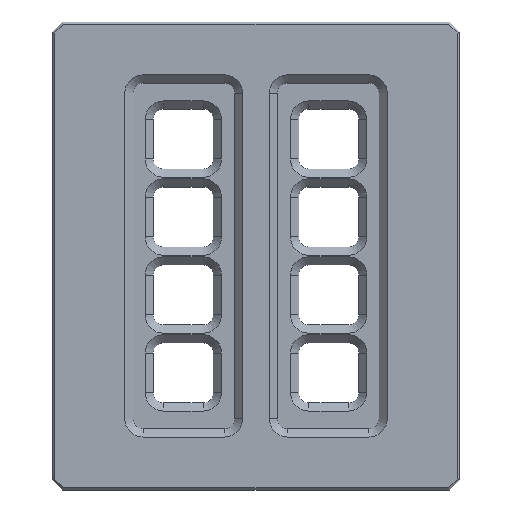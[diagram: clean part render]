
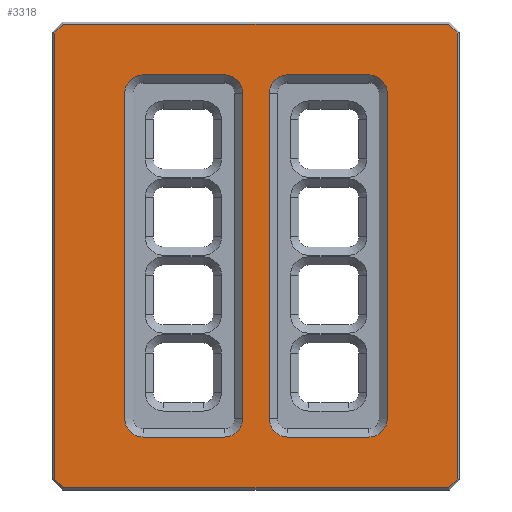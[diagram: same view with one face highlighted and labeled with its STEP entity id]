
A CAD part, top view. The second image highlights one B-rep face of the part: STEP entity #3318.
In plain terms, the highlighted planar face has unit normal (0, 0, 1).
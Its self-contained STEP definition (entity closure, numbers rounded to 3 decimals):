
#182=FACE_BOUND('',#709,.T.);
#183=FACE_BOUND('',#710,.T.);
#328=CIRCLE('',#3634,9.);
#329=CIRCLE('',#3635,9.);
#330=CIRCLE('',#3636,9.);
#331=CIRCLE('',#3637,9.);
#332=CIRCLE('',#3638,9.);
#333=CIRCLE('',#3639,9.);
#334=CIRCLE('',#3640,9.);
#335=CIRCLE('',#3641,9.);
#504=FACE_OUTER_BOUND('',#708,.T.);
#708=EDGE_LOOP('',(#2798,#2799,#2800,#2801,#2802,#2803,#2804,#2805));
#709=EDGE_LOOP('',(#2806,#2807,#2808,#2809,#2810,#2811,#2812,#2813));
#710=EDGE_LOOP('',(#2814,#2815,#2816,#2817,#2818,#2819,#2820,#2821));
#1019=LINE('',#5408,#1355);
#1023=LINE('',#5415,#1359);
#1026=LINE('',#5421,#1362);
#1029=LINE('',#5427,#1365);
#1032=LINE('',#5432,#1368);
#1034=LINE('',#5436,#1370);
#1036=LINE('',#5440,#1372);
#1038=LINE('',#5443,#1374);
#1040=LINE('',#5449,#1376);
#1041=LINE('',#5453,#1377);
#1042=LINE('',#5457,#1378);
#1043=LINE('',#5461,#1379);
#1044=LINE('',#5465,#1380);
#1045=LINE('',#5469,#1381);
#1046=LINE('',#5473,#1382);
#1047=LINE('',#5477,#1383);
#1355=VECTOR('',#4408,10.);
#1359=VECTOR('',#4414,10.);
#1362=VECTOR('',#4419,10.);
#1365=VECTOR('',#4424,10.);
#1368=VECTOR('',#4429,10.);
#1370=VECTOR('',#4433,10.);
#1372=VECTOR('',#4437,10.);
#1374=VECTOR('',#4441,10.);
#1376=VECTOR('',#4447,10.);
#1377=VECTOR('',#4450,10.);
#1378=VECTOR('',#4453,10.);
#1379=VECTOR('',#4456,10.);
#1380=VECTOR('',#4459,10.);
#1381=VECTOR('',#4462,10.);
#1382=VECTOR('',#4465,10.);
#1383=VECTOR('',#4468,10.);
#1679=VERTEX_POINT('',#5406);
#1680=VERTEX_POINT('',#5407);
#1682=VERTEX_POINT('',#5414);
#1684=VERTEX_POINT('',#5420);
#1686=VERTEX_POINT('',#5426);
#1687=VERTEX_POINT('',#5431);
#1688=VERTEX_POINT('',#5435);
#1689=VERTEX_POINT('',#5439);
#1690=VERTEX_POINT('',#5447);
#1691=VERTEX_POINT('',#5448);
#1692=VERTEX_POINT('',#5450);
#1693=VERTEX_POINT('',#5452);
#1694=VERTEX_POINT('',#5454);
#1695=VERTEX_POINT('',#5456);
#1696=VERTEX_POINT('',#5458);
#1697=VERTEX_POINT('',#5460);
#1698=VERTEX_POINT('',#5463);
#1699=VERTEX_POINT('',#5464);
#1700=VERTEX_POINT('',#5466);
#1701=VERTEX_POINT('',#5468);
#1702=VERTEX_POINT('',#5470);
#1703=VERTEX_POINT('',#5472);
#1704=VERTEX_POINT('',#5474);
#1705=VERTEX_POINT('',#5476);
#2067=EDGE_CURVE('',#1679,#1680,#1019,.T.);
#2071=EDGE_CURVE('',#1680,#1682,#1023,.T.);
#2074=EDGE_CURVE('',#1682,#1684,#1026,.T.);
#2077=EDGE_CURVE('',#1684,#1686,#1029,.T.);
#2080=EDGE_CURVE('',#1686,#1687,#1032,.T.);
#2082=EDGE_CURVE('',#1687,#1688,#1034,.T.);
#2084=EDGE_CURVE('',#1688,#1689,#1036,.T.);
#2086=EDGE_CURVE('',#1689,#1679,#1038,.T.);
#2088=EDGE_CURVE('',#1690,#1691,#1040,.T.);
#2089=EDGE_CURVE('',#1692,#1690,#328,.T.);
#2090=EDGE_CURVE('',#1693,#1692,#1041,.T.);
#2091=EDGE_CURVE('',#1694,#1693,#329,.T.);
#2092=EDGE_CURVE('',#1695,#1694,#1042,.T.);
#2093=EDGE_CURVE('',#1696,#1695,#330,.T.);
#2094=EDGE_CURVE('',#1697,#1696,#1043,.T.);
#2095=EDGE_CURVE('',#1691,#1697,#331,.T.);
#2096=EDGE_CURVE('',#1698,#1699,#1044,.T.);
#2097=EDGE_CURVE('',#1700,#1698,#332,.T.);
#2098=EDGE_CURVE('',#1701,#1700,#1045,.T.);
#2099=EDGE_CURVE('',#1702,#1701,#333,.T.);
#2100=EDGE_CURVE('',#1703,#1702,#1046,.T.);
#2101=EDGE_CURVE('',#1704,#1703,#334,.T.);
#2102=EDGE_CURVE('',#1705,#1704,#1047,.T.);
#2103=EDGE_CURVE('',#1699,#1705,#335,.T.);
#2798=ORIENTED_EDGE('',*,*,#2067,.F.);
#2799=ORIENTED_EDGE('',*,*,#2086,.F.);
#2800=ORIENTED_EDGE('',*,*,#2084,.F.);
#2801=ORIENTED_EDGE('',*,*,#2082,.F.);
#2802=ORIENTED_EDGE('',*,*,#2080,.F.);
#2803=ORIENTED_EDGE('',*,*,#2077,.F.);
#2804=ORIENTED_EDGE('',*,*,#2074,.F.);
#2805=ORIENTED_EDGE('',*,*,#2071,.F.);
#2806=ORIENTED_EDGE('',*,*,#2088,.F.);
#2807=ORIENTED_EDGE('',*,*,#2089,.F.);
#2808=ORIENTED_EDGE('',*,*,#2090,.F.);
#2809=ORIENTED_EDGE('',*,*,#2091,.F.);
#2810=ORIENTED_EDGE('',*,*,#2092,.F.);
#2811=ORIENTED_EDGE('',*,*,#2093,.F.);
#2812=ORIENTED_EDGE('',*,*,#2094,.F.);
#2813=ORIENTED_EDGE('',*,*,#2095,.F.);
#2814=ORIENTED_EDGE('',*,*,#2096,.F.);
#2815=ORIENTED_EDGE('',*,*,#2097,.F.);
#2816=ORIENTED_EDGE('',*,*,#2098,.F.);
#2817=ORIENTED_EDGE('',*,*,#2099,.F.);
#2818=ORIENTED_EDGE('',*,*,#2100,.F.);
#2819=ORIENTED_EDGE('',*,*,#2101,.F.);
#2820=ORIENTED_EDGE('',*,*,#2102,.F.);
#2821=ORIENTED_EDGE('',*,*,#2103,.F.);
#3162=PLANE('',#3633);
#3318=ADVANCED_FACE('',(#504,#182,#183),#3162,.T.);
#3633=AXIS2_PLACEMENT_3D('',#5446,#4445,#4446);
#3634=AXIS2_PLACEMENT_3D('',#5451,#4448,#4449);
#3635=AXIS2_PLACEMENT_3D('',#5455,#4451,#4452);
#3636=AXIS2_PLACEMENT_3D('',#5459,#4454,#4455);
#3637=AXIS2_PLACEMENT_3D('',#5462,#4457,#4458);
#3638=AXIS2_PLACEMENT_3D('',#5467,#4460,#4461);
#3639=AXIS2_PLACEMENT_3D('',#5471,#4463,#4464);
#3640=AXIS2_PLACEMENT_3D('',#5475,#4466,#4467);
#3641=AXIS2_PLACEMENT_3D('',#5478,#4469,#4470);
#4408=DIRECTION('',(0.,-1.,0.));
#4414=DIRECTION('',(-0.707,-0.707,0.));
#4419=DIRECTION('',(-1.,0.,0.));
#4424=DIRECTION('',(-0.707,0.707,0.));
#4429=DIRECTION('',(0.,1.,0.));
#4433=DIRECTION('',(0.707,0.707,0.));
#4437=DIRECTION('',(1.,0.,0.));
#4441=DIRECTION('',(0.707,-0.707,0.));
#4445=DIRECTION('center_axis',(0.,0.,1.));
#4446=DIRECTION('ref_axis',(1.,0.,0.));
#4447=DIRECTION('',(0.,1.,0.));
#4448=DIRECTION('center_axis',(0.,0.,1.));
#4449=DIRECTION('ref_axis',(0.707,-0.707,0.));
#4450=DIRECTION('',(1.,0.,0.));
#4451=DIRECTION('center_axis',(0.,0.,1.));
#4452=DIRECTION('ref_axis',(-0.707,-0.707,0.));
#4453=DIRECTION('',(0.,-1.,0.));
#4454=DIRECTION('center_axis',(0.,0.,1.));
#4455=DIRECTION('ref_axis',(-0.707,0.707,0.));
#4456=DIRECTION('',(-1.,0.,0.));
#4457=DIRECTION('center_axis',(0.,0.,1.));
#4458=DIRECTION('ref_axis',(0.707,0.707,0.));
#4459=DIRECTION('',(0.,-1.,0.));
#4460=DIRECTION('center_axis',(0.,0.,1.));
#4461=DIRECTION('ref_axis',(-0.707,0.707,0.));
#4462=DIRECTION('',(-1.,0.,0.));
#4463=DIRECTION('center_axis',(0.,0.,1.));
#4464=DIRECTION('ref_axis',(0.707,0.707,0.));
#4465=DIRECTION('',(0.,1.,0.));
#4466=DIRECTION('center_axis',(0.,0.,1.));
#4467=DIRECTION('ref_axis',(0.707,-0.707,0.));
#4468=DIRECTION('',(1.,0.,0.));
#4469=DIRECTION('center_axis',(0.,0.,1.));
#4470=DIRECTION('ref_axis',(-0.707,-0.707,0.));
#5406=CARTESIAN_POINT('',(99.,109.586,13.));
#5407=CARTESIAN_POINT('',(99.,-109.586,13.));
#5408=CARTESIAN_POINT('',(99.,-57.5,13.));
#5414=CARTESIAN_POINT('',(94.586,-114.,13.));
#5415=CARTESIAN_POINT('',(100.543,-108.043,13.));
#5420=CARTESIAN_POINT('',(-94.586,-114.,13.));
#5421=CARTESIAN_POINT('',(-50.,-114.,13.));
#5426=CARTESIAN_POINT('',(-99.,-109.586,13.));
#5427=CARTESIAN_POINT('',(-100.543,-108.043,13.));
#5431=CARTESIAN_POINT('',(-99.,109.586,13.));
#5432=CARTESIAN_POINT('',(-99.,57.5,13.));
#5435=CARTESIAN_POINT('',(-94.586,114.,13.));
#5436=CARTESIAN_POINT('',(-100.543,108.043,13.));
#5439=CARTESIAN_POINT('',(94.586,114.,13.));
#5440=CARTESIAN_POINT('',(50.,114.,13.));
#5443=CARTESIAN_POINT('',(100.543,108.043,13.));
#5446=CARTESIAN_POINT('Origin',(0.,0.,13.));
#5447=CARTESIAN_POINT('',(-6.5,-80.,13.));
#5448=CARTESIAN_POINT('',(-6.5,80.,13.));
#5449=CARTESIAN_POINT('',(-6.5,42.5,13.));
#5450=CARTESIAN_POINT('',(-15.5,-89.,13.));
#5451=CARTESIAN_POINT('Origin',(-15.5,-80.,13.));
#5452=CARTESIAN_POINT('',(-55.5,-89.,13.));
#5453=CARTESIAN_POINT('',(-5.25,-89.,13.));
#5454=CARTESIAN_POINT('',(-64.5,-80.,13.));
#5455=CARTESIAN_POINT('Origin',(-55.5,-80.,13.));
#5456=CARTESIAN_POINT('',(-64.5,80.,13.));
#5457=CARTESIAN_POINT('',(-64.5,-42.5,13.));
#5458=CARTESIAN_POINT('',(-55.5,89.,13.));
#5459=CARTESIAN_POINT('Origin',(-55.5,80.,13.));
#5460=CARTESIAN_POINT('',(-15.5,89.,13.));
#5461=CARTESIAN_POINT('',(-30.25,89.,13.));
#5462=CARTESIAN_POINT('Origin',(-15.5,80.,13.));
#5463=CARTESIAN_POINT('',(6.5,80.,13.));
#5464=CARTESIAN_POINT('',(6.5,-80.,13.));
#5465=CARTESIAN_POINT('',(6.5,-42.5,13.));
#5466=CARTESIAN_POINT('',(15.5,89.,13.));
#5467=CARTESIAN_POINT('Origin',(15.5,80.,13.));
#5468=CARTESIAN_POINT('',(55.5,89.,13.));
#5469=CARTESIAN_POINT('',(5.25,89.,13.));
#5470=CARTESIAN_POINT('',(64.5,80.,13.));
#5471=CARTESIAN_POINT('Origin',(55.5,80.,13.));
#5472=CARTESIAN_POINT('',(64.5,-80.,13.));
#5473=CARTESIAN_POINT('',(64.5,42.5,13.));
#5474=CARTESIAN_POINT('',(55.5,-89.,13.));
#5475=CARTESIAN_POINT('Origin',(55.5,-80.,13.));
#5476=CARTESIAN_POINT('',(15.5,-89.,13.));
#5477=CARTESIAN_POINT('',(30.25,-89.,13.));
#5478=CARTESIAN_POINT('Origin',(15.5,-80.,13.));
